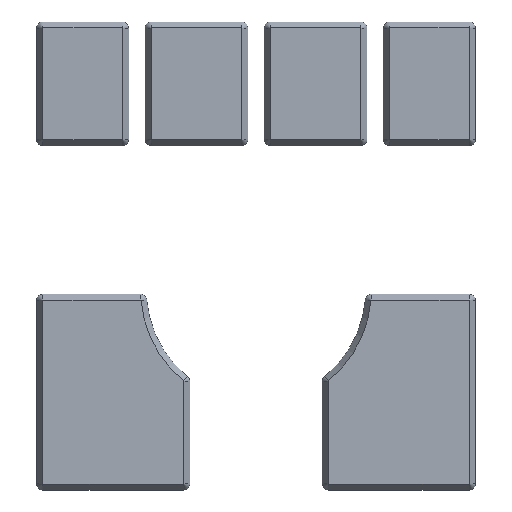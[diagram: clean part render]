
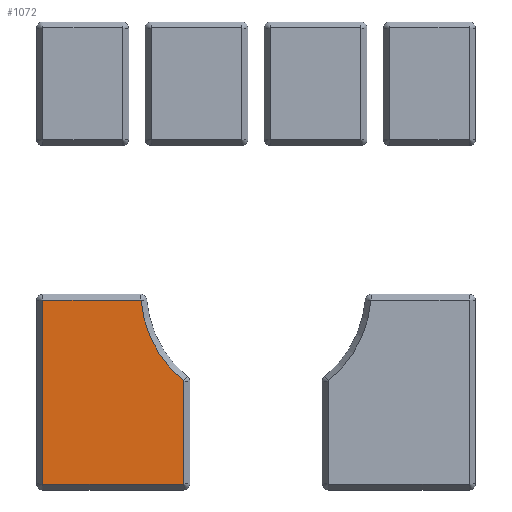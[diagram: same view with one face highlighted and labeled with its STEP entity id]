
A CAD part, top view. The second image highlights one B-rep face of the part: STEP entity #1072.
In plain terms, the highlighted free-form (B-spline) face has degree [1, 1] with [2, 2] control points.
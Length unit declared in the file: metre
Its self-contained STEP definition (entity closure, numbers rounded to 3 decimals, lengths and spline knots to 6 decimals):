
#98=LINE('',#1762,#198);
#99=LINE('',#1766,#199);
#100=LINE('',#1770,#200);
#101=LINE('',#1774,#201);
#198=VECTOR('',#1345,1.);
#199=VECTOR('',#1348,1.);
#200=VECTOR('',#1351,1.);
#201=VECTOR('',#1354,1.);
#394=ORIENTED_EDGE('',*,*,#634,.T.);
#395=ORIENTED_EDGE('',*,*,#635,.T.);
#396=ORIENTED_EDGE('',*,*,#636,.T.);
#397=ORIENTED_EDGE('',*,*,#637,.T.);
#398=ORIENTED_EDGE('',*,*,#638,.T.);
#399=ORIENTED_EDGE('',*,*,#639,.T.);
#400=ORIENTED_EDGE('',*,*,#640,.T.);
#401=ORIENTED_EDGE('',*,*,#641,.T.);
#402=ORIENTED_EDGE('',*,*,#642,.T.);
#403=ORIENTED_EDGE('',*,*,#643,.T.);
#634=EDGE_CURVE('',#766,#767,#846,.T.);
#635=EDGE_CURVE('',#767,#768,#847,.F.);
#636=EDGE_CURVE('',#768,#769,#848,.T.);
#637=EDGE_CURVE('',#769,#770,#98,.T.);
#638=EDGE_CURVE('',#770,#771,#849,.T.);
#639=EDGE_CURVE('',#771,#772,#99,.T.);
#640=EDGE_CURVE('',#772,#773,#850,.T.);
#641=EDGE_CURVE('',#773,#774,#100,.T.);
#642=EDGE_CURVE('',#774,#775,#851,.T.);
#643=EDGE_CURVE('',#775,#766,#101,.T.);
#766=VERTEX_POINT('',#1756);
#767=VERTEX_POINT('',#1757);
#768=VERTEX_POINT('',#1759);
#769=VERTEX_POINT('',#1761);
#770=VERTEX_POINT('',#1763);
#771=VERTEX_POINT('',#1765);
#772=VERTEX_POINT('',#1767);
#773=VERTEX_POINT('',#1769);
#774=VERTEX_POINT('',#1771);
#775=VERTEX_POINT('',#1773);
#846=CIRCLE('',#1201,0.000063);
#847=CIRCLE('',#1202,0.018851);
#848=CIRCLE('',#1203,0.000063);
#849=CIRCLE('',#1204,0.000063);
#850=CIRCLE('',#1205,0.000063);
#851=CIRCLE('',#1206,0.000063);
#908=EDGE_LOOP('',(#394,#395,#396,#397,#398,#399,#400,#401,#402,#403));
#972=FACE_BOUND('',#908,.T.);
#1024=B_SPLINE_SURFACE_WITH_KNOTS('',1,1,((#1751,#1752),(#1753,#1754)),
 .PLANE_SURF.,.F.,.F.,.F.,(2,2),(2,2),(0.,1.),(0.,1.),.UNSPECIFIED.);
#1072=ADVANCED_FACE('',(#972),#1024,.T.);
#1201=AXIS2_PLACEMENT_3D('',#1755,#1339,#1340);
#1202=AXIS2_PLACEMENT_3D('',#1758,#1341,#1342);
#1203=AXIS2_PLACEMENT_3D('',#1760,#1343,#1344);
#1204=AXIS2_PLACEMENT_3D('',#1764,#1346,#1347);
#1205=AXIS2_PLACEMENT_3D('',#1768,#1349,#1350);
#1206=AXIS2_PLACEMENT_3D('',#1772,#1352,#1353);
#1339=DIRECTION('',(0.,0.,1.));
#1340=DIRECTION('',(1.,0.,0.));
#1341=DIRECTION('',(0.,0.,1.));
#1342=DIRECTION('',(1.,0.,0.));
#1343=DIRECTION('',(0.,0.,1.));
#1344=DIRECTION('',(1.,0.,0.));
#1345=DIRECTION('',(-1.,0.,0.));
#1346=DIRECTION('',(0.,0.,1.));
#1347=DIRECTION('',(1.,0.,0.));
#1348=DIRECTION('',(0.,-1.,0.));
#1349=DIRECTION('',(0.,0.,1.));
#1350=DIRECTION('',(1.,0.,0.));
#1351=DIRECTION('',(1.,0.,0.));
#1352=DIRECTION('',(0.,0.,1.));
#1353=DIRECTION('',(1.,0.,0.));
#1354=DIRECTION('',(0.,1.,0.));
#1751=CARTESIAN_POINT('',(-0.036122,-0.044245,0.111));
#1752=CARTESIAN_POINT('',(-0.036122,-0.011096,0.111));
#1753=CARTESIAN_POINT('',(-0.010626,-0.044245,0.111));
#1754=CARTESIAN_POINT('',(-0.010626,-0.011096,0.111));
#1755=CARTESIAN_POINT('',(-0.011847,-0.025881,0.111));
#1756=CARTESIAN_POINT('',(-0.011785,-0.025881,0.111));
#1757=CARTESIAN_POINT('',(-0.011808,-0.025832,0.111));
#1758=CARTESIAN_POINT('',(-0.00002,-0.011121,0.111));
#1759=CARTESIAN_POINT('',(-0.018808,-0.01266,0.111));
#1760=CARTESIAN_POINT('',(-0.018871,-0.012665,0.111));
#1761=CARTESIAN_POINT('',(-0.018871,-0.012602,0.111));
#1762=CARTESIAN_POINT('',(0.,-0.012602,0.111));
#1763=CARTESIAN_POINT('',(-0.0349,-0.012602,0.111));
#1764=CARTESIAN_POINT('',(-0.0349,-0.012665,0.111));
#1765=CARTESIAN_POINT('',(-0.034963,-0.012665,0.111));
#1766=CARTESIAN_POINT('',(-0.034963,-0.001,0.111));
#1767=CARTESIAN_POINT('',(-0.034963,-0.042676,0.111));
#1768=CARTESIAN_POINT('',(-0.0349,-0.042676,0.111));
#1769=CARTESIAN_POINT('',(-0.0349,-0.042738,0.111));
#1770=CARTESIAN_POINT('',(0.,-0.042738,0.111));
#1771=CARTESIAN_POINT('',(-0.011847,-0.042738,0.111));
#1772=CARTESIAN_POINT('',(-0.011847,-0.042676,0.111));
#1773=CARTESIAN_POINT('',(-0.011785,-0.042676,0.111));
#1774=CARTESIAN_POINT('',(-0.011785,-0.001,0.111));
